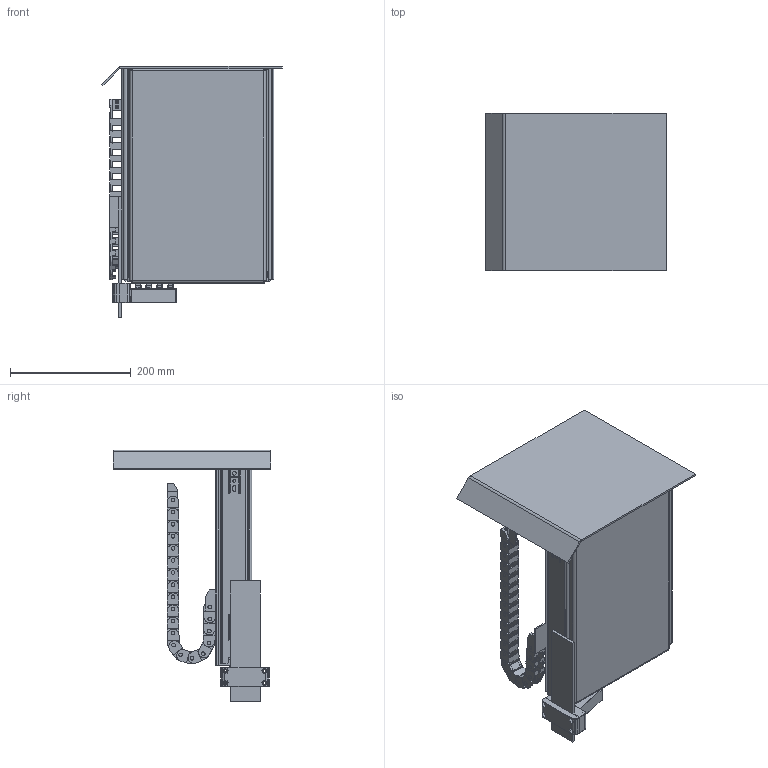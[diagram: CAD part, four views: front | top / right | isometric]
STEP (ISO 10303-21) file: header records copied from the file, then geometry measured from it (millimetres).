
FILE_DESCRIPTION (( 'STEP AP214' ), '1' );
FILE_NAME ('___ interfejs mechaniczny z³o¿enie.STEP', '2021-09-07T11:22:17', ( '' ), ( '' ), 'SwSTEP 2.0', 'SolidWorks 2018', '' );
FILE_SCHEMA (( 'AUTOMOTIVE_DESIGN' ));
Length unit declared in the file: millimetre
Products named in the file (19): in-mech__K0539_10350k0539_schine_2_26.09.2018; XT90-gniazdo; wtyczka_korpus; gniazdo_docisk; in-mech_Prowadzenie prowadnika_26.09.2018; in-mech_2018_09_03__09-13-48-085_6_26.09.2018; Amass_XT90I-F; in-mech_2018_09_03__09-13-48-085_1_26.09.2018; p³askownik ramy; in-mech_K0539_103500_26.09.2018; in-mech_Os³ona szuflady_26.09.2018; _ Szuflada kpl lewa _26.09.2018; in-mech__k0539_schiene_1_350_6_26.09.2018; in-mech_Szuflada_26.09.2018; in-mech_Prowadnik_26.09.2018; gniazdo_korpus; in-mech__K0539_10350k0539_auszug_4_26.09.2018; ___ interfejs mechaniczny z這瞠nie; in-mech_2018_09_03__09-13-48-085_26.09.2018
Assembly tree (42 placements, depth 4):
  in-mech_Prowadzenie prowadnika_26.09.2018
  ___ interfejs mechaniczny z這瞠nie
    _ Szuflada kpl lewa _26.09.2018
      in-mech_Szuflada_26.09.2018
      in-mech_Os³ona szuflady_26.09.2018
      in-mech_K0539_103500_26.09.2018  x2
        in-mech__K0539_10350k0539_schine_2_26.09.2018
        in-mech__K0539_10350k0539_auszug_4_26.09.2018
        in-mech__k0539_schiene_1_350_6_26.09.2018
      in-mech_Prowadnik_26.09.2018
        in-mech_2018_09_03__09-13-48-085_26.09.2018
        in-mech_2018_09_03__09-13-48-085_6_26.09.2018  x19
        in-mech_2018_09_03__09-13-48-085_1_26.09.2018
    p³askownik ramy
    gniazdo_korpus
    gniazdo_docisk
    wtyczka_korpus
    Amass_XT90I-F  x4
    XT90-gniazdo  x4
Bounding box: 299.11 x 260 x 416.29 mm (x, y, z)
Volume: 933576.2 mm3; surface area: 831596.5 mm2
Topology: 41 solids, 41 shells, 2616 faces, 6805 edges, 4394 vertices
Faces by surface type: plane 1374, cylinder 991, torus 152, bspline 75, cone 24
Entity records: 42005 total; most frequent: CARTESIAN_POINT 9210, DIRECTION 6078, ORIENTED_EDGE 5982, EDGE_CURVE 2991, AXIS2_PLACEMENT_3D 2192, VERTEX_POINT 1880, VECTOR 1694, LINE 1694
